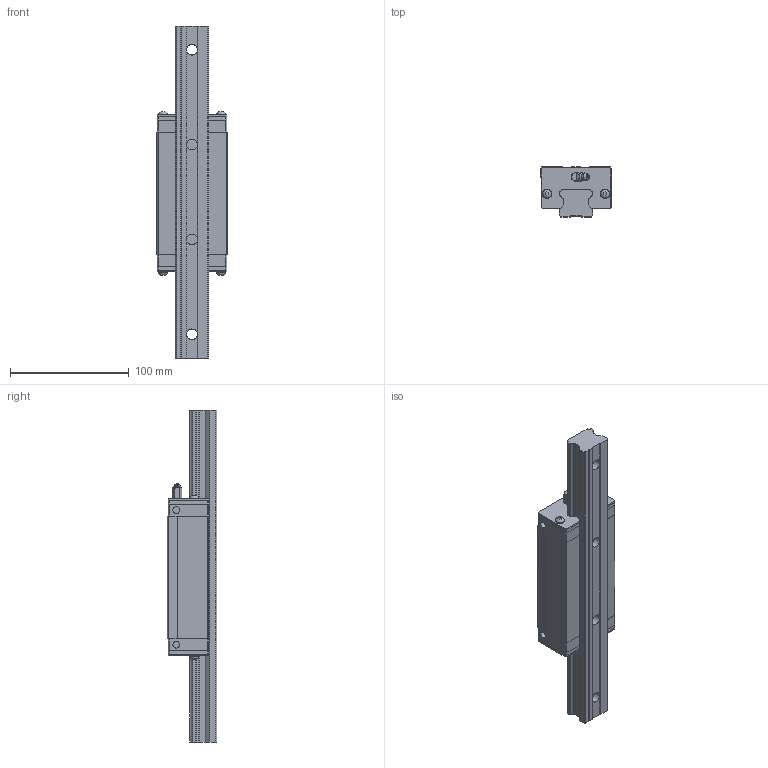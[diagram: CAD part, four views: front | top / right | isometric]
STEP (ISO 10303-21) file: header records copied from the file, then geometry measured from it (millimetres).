
FILE_DESCRIPTION(/* description */ ('Alibre Inc.'),/* implementation_level */ '2;1');
FILE_NAME(/* name */ 'export0',/* time_stamp */ '2018-03-09T10:10:46+01:00',/* author */ (''),/* organization */ (''),/* preprocessor_version */ 'ST-DEVELOPER v14',/* originating_system */ 'Alibre',/* authorisation */ '');
FILE_SCHEMA (('AUTOMOTIVE_DESIGN'));
Length unit declared in the file: millimetre
Products named in the file (7): DEFAULT_1; DEFAULT_3; DEFAULT_4; A2N; DEFAULT_2
Bounding box: 60 x 42.06 x 280 mm (x, y, z)
Volume: 369705.6 mm3; surface area: 89610.7 mm2
Topology: 9 solids, 9 shells, 445 faces, 1206 edges, 800 vertices
Faces by surface type: plane 319, cylinder 100, cone 14, torus 10, sphere 2
Full cylindrical faces by diameter (mm): 3.3 x4, 4.5 x4, 5.7 x6, 6 x1, 6.647 x4, 6.7 x4, 7.5 x8, 8 x8, 9 x4, 14 x4
Entity records: 9679 total; most frequent: CARTESIAN_POINT 2597, ORIENTED_EDGE 1438, DIRECTION 1228, EDGE_CURVE 719, VECTOR 524, LINE 524, VERTEX_POINT 500, AXIS2_PLACEMENT_3D 457
